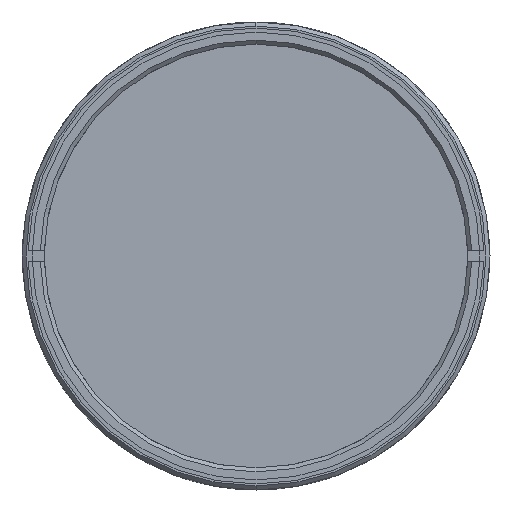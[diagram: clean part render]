
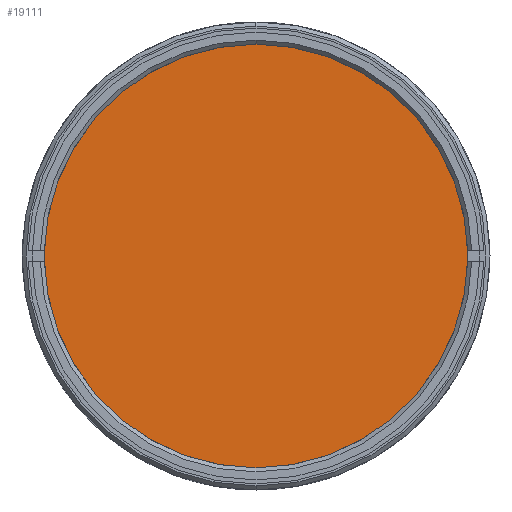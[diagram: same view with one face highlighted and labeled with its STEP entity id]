
A CAD part, left-side view. The second image highlights one B-rep face of the part: STEP entity #19111.
In plain terms, the highlighted planar face has unit normal (-1, 0, 0).
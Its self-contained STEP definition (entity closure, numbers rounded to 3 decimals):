
#4 = CIRCLE ( 'NONE', #15299, 54.5 ) ;
#1800 = CARTESIAN_POINT ( 'NONE',  ( 0., 0., 0. ) ) ;
#2758 = VERTEX_POINT ( 'NONE', #30176 ) ;
#3595 = CARTESIAN_POINT ( 'NONE',  ( 0., 0., 0. ) ) ;
#3671 = FACE_OUTER_BOUND ( 'NONE', #10237, .T. ) ;
#5484 = AXIS2_PLACEMENT_3D ( 'NONE', #1800, #6936, #11542 ) ;
#5636 = CARTESIAN_POINT ( 'NONE',  ( 0., 0., 0. ) ) ;
#6310 = ORIENTED_EDGE ( 'NONE', *, *, #24298, .T. ) ;
#6936 = DIRECTION ( 'NONE',  ( -1., 0., 0. ) ) ;
#9924 = CARTESIAN_POINT ( 'NONE',  ( 0., 0., -54.5 ) ) ;
#10237 = EDGE_LOOP ( 'NONE', ( #19659, #6310 ) ) ;
#11542 = DIRECTION ( 'NONE',  ( 0., 0., 1. ) ) ;
#11966 = DIRECTION ( 'NONE',  ( 0., 0., 1. ) ) ;
#14012 = DIRECTION ( 'NONE',  ( -1., 0., 0. ) ) ;
#15299 = AXIS2_PLACEMENT_3D ( 'NONE', #5636, #31360, #28187 ) ;
#16489 = AXIS2_PLACEMENT_3D ( 'NONE', #3595, #14012, #11966 ) ;
#19111 = ADVANCED_FACE ( 'NONE', ( #3671 ), #30092, .T. ) ;
#19659 = ORIENTED_EDGE ( 'NONE', *, *, #31361, .T. ) ;
#24298 = EDGE_CURVE ( 'NONE', #31947, #2758, #4, .T. ) ;
#28187 = DIRECTION ( 'NONE',  ( 0., 0., 1. ) ) ;
#29528 = CIRCLE ( 'NONE', #16489, 54.5 ) ;
#30092 = PLANE ( 'NONE',  #5484 ) ;
#30176 = CARTESIAN_POINT ( 'NONE',  ( 0., 0., 54.5 ) ) ;
#31360 = DIRECTION ( 'NONE',  ( -1., 0., 0. ) ) ;
#31361 = EDGE_CURVE ( 'NONE', #2758, #31947, #29528, .T. ) ;
#31947 = VERTEX_POINT ( 'NONE', #9924 ) ;
